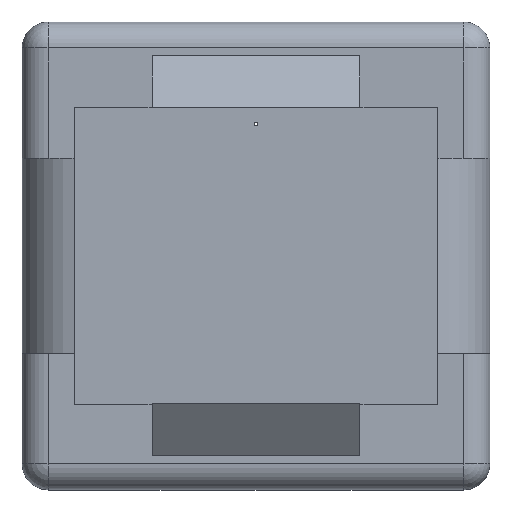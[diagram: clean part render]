
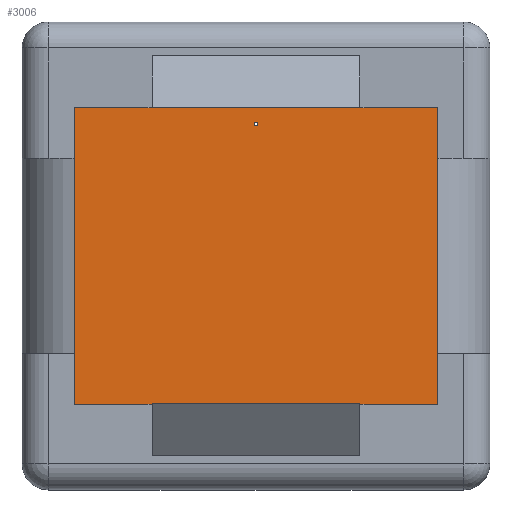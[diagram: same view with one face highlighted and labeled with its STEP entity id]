
A CAD part, top view. The second image highlights one B-rep face of the part: STEP entity #3006.
In plain terms, the highlighted planar face has unit normal (0, 0, 1).
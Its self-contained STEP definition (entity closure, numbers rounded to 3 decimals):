
#2867=CARTESIAN_POINT('',(-0.,23.,2.));
#2868=DIRECTION('',(-0.,-0.,1.));
#2869=DIRECTION('',(0.,1.,0.));
#2870=AXIS2_PLACEMENT_3D('',#2867,#2868,#2869);
#2871=PLANE('',#2870);
#2872=CARTESIAN_POINT('',(-0.,16.655,2.));
#2873=VERTEX_POINT('',#2872);
#2874=CARTESIAN_POINT('',(-0.,16.505,2.));
#2875=VERTEX_POINT('',#2874);
#2876=CARTESIAN_POINT('',(-0.,16.58,2.));
#2877=DIRECTION('',(-0.,-0.,1.));
#2878=DIRECTION('',(0.,-1.,-0.));
#2879=AXIS2_PLACEMENT_3D('',#2876,#2877,#2878);
#2880=CIRCLE('',#2879,0.075);
#2881=EDGE_CURVE('',#2873,#2875,#2880,.T.);
#2882=ORIENTED_EDGE('',*,*,#2881,.F.);
#2883=CARTESIAN_POINT('',(-0.,16.58,2.));
#2884=DIRECTION('',(-0.,-0.,1.));
#2885=DIRECTION('',(0.,-1.,-0.));
#2886=AXIS2_PLACEMENT_3D('',#2883,#2884,#2885);
#2887=CIRCLE('',#2886,0.075);
#2888=EDGE_CURVE('',#2875,#2873,#2887,.T.);
#2889=ORIENTED_EDGE('',*,*,#2888,.F.);
#2890=EDGE_LOOP('',(#2882,#2889));
#2891=FACE_BOUND('',#2890,.T.);
#2892=CARTESIAN_POINT('',(-0.,17.2,2.));
#2893=VERTEX_POINT('',#2892);
#2894=CARTESIAN_POINT('',(3.5,17.2,2.));
#2895=VERTEX_POINT('',#2894);
#2896=CARTESIAN_POINT('',(-0.,17.2,2.));
#2897=DIRECTION('',(1.,-0.,0.));
#2898=VECTOR('',#2897,3.5);
#2899=LINE('',#2896,#2898);
#2900=EDGE_CURVE('',#2893,#2895,#2899,.T.);
#2901=ORIENTED_EDGE('',*,*,#2900,.F.);
#2902=CARTESIAN_POINT('',(-3.5,17.2,2.));
#2903=VERTEX_POINT('',#2902);
#2904=CARTESIAN_POINT('',(-3.5,17.2,2.));
#2905=DIRECTION('',(1.,-0.,0.));
#2906=VECTOR('',#2905,3.5);
#2907=LINE('',#2904,#2906);
#2908=EDGE_CURVE('',#2903,#2893,#2907,.T.);
#2909=ORIENTED_EDGE('',*,*,#2908,.F.);
#2910=CARTESIAN_POINT('',(-4.625,17.2,2.));
#2911=VERTEX_POINT('',#2910);
#2912=CARTESIAN_POINT('',(-4.625,17.2,2.));
#2913=DIRECTION('',(1.,-0.,0.));
#2914=VECTOR('',#2913,1.125);
#2915=LINE('',#2912,#2914);
#2916=EDGE_CURVE('',#2911,#2903,#2915,.T.);
#2917=ORIENTED_EDGE('',*,*,#2916,.F.);
#2918=CARTESIAN_POINT('',(-7.,17.2,2.));
#2919=VERTEX_POINT('',#2918);
#2920=CARTESIAN_POINT('',(-7.,17.2,2.));
#2921=DIRECTION('',(1.,-0.,0.));
#2922=VECTOR('',#2921,2.375);
#2923=LINE('',#2920,#2922);
#2924=EDGE_CURVE('',#2919,#2911,#2923,.T.);
#2925=ORIENTED_EDGE('',*,*,#2924,.F.);
#2926=CARTESIAN_POINT('',(-7.,5.8,2.));
#2927=VERTEX_POINT('',#2926);
#2928=CARTESIAN_POINT('',(-7.,5.8,2.));
#2929=DIRECTION('',(0.,1.,0.));
#2930=VECTOR('',#2929,11.4);
#2931=LINE('',#2928,#2930);
#2932=EDGE_CURVE('',#2927,#2919,#2931,.T.);
#2933=ORIENTED_EDGE('',*,*,#2932,.F.);
#2934=CARTESIAN_POINT('',(-4.625,5.8,2.));
#2935=VERTEX_POINT('',#2934);
#2936=CARTESIAN_POINT('',(-4.625,5.8,2.));
#2937=DIRECTION('',(-1.,-0.,-0.));
#2938=VECTOR('',#2937,2.375);
#2939=LINE('',#2936,#2938);
#2940=EDGE_CURVE('',#2935,#2927,#2939,.T.);
#2941=ORIENTED_EDGE('',*,*,#2940,.F.);
#2942=CARTESIAN_POINT('',(-3.5,5.8,2.));
#2943=VERTEX_POINT('',#2942);
#2944=CARTESIAN_POINT('',(-3.5,5.8,2.));
#2945=DIRECTION('',(-1.,-0.,-0.));
#2946=VECTOR('',#2945,1.125);
#2947=LINE('',#2944,#2946);
#2948=EDGE_CURVE('',#2943,#2935,#2947,.T.);
#2949=ORIENTED_EDGE('',*,*,#2948,.F.);
#2950=CARTESIAN_POINT('',(-0.,5.8,2.));
#2951=VERTEX_POINT('',#2950);
#2952=CARTESIAN_POINT('',(-0.,5.8,2.));
#2953=DIRECTION('',(-1.,-0.,-0.));
#2954=VECTOR('',#2953,3.5);
#2955=LINE('',#2952,#2954);
#2956=EDGE_CURVE('',#2951,#2943,#2955,.T.);
#2957=ORIENTED_EDGE('',*,*,#2956,.F.);
#2958=CARTESIAN_POINT('',(3.5,5.8,2.));
#2959=VERTEX_POINT('',#2958);
#2960=CARTESIAN_POINT('',(3.5,5.8,2.));
#2961=DIRECTION('',(-1.,-0.,-0.));
#2962=VECTOR('',#2961,3.5);
#2963=LINE('',#2960,#2962);
#2964=EDGE_CURVE('',#2959,#2951,#2963,.T.);
#2965=ORIENTED_EDGE('',*,*,#2964,.F.);
#2966=CARTESIAN_POINT('',(4.625,5.8,2.));
#2967=VERTEX_POINT('',#2966);
#2968=CARTESIAN_POINT('',(4.625,5.8,2.));
#2969=DIRECTION('',(-1.,-0.,-0.));
#2970=VECTOR('',#2969,1.125);
#2971=LINE('',#2968,#2970);
#2972=EDGE_CURVE('',#2967,#2959,#2971,.T.);
#2973=ORIENTED_EDGE('',*,*,#2972,.F.);
#2974=CARTESIAN_POINT('',(7.,5.8,2.));
#2975=VERTEX_POINT('',#2974);
#2976=CARTESIAN_POINT('',(7.,5.8,2.));
#2977=DIRECTION('',(-1.,-0.,-0.));
#2978=VECTOR('',#2977,2.375);
#2979=LINE('',#2976,#2978);
#2980=EDGE_CURVE('',#2975,#2967,#2979,.T.);
#2981=ORIENTED_EDGE('',*,*,#2980,.F.);
#2982=CARTESIAN_POINT('',(7.,17.2,2.));
#2983=VERTEX_POINT('',#2982);
#2984=CARTESIAN_POINT('',(7.,17.2,2.));
#2985=DIRECTION('',(-0.,-1.,-0.));
#2986=VECTOR('',#2985,11.4);
#2987=LINE('',#2984,#2986);
#2988=EDGE_CURVE('',#2983,#2975,#2987,.T.);
#2989=ORIENTED_EDGE('',*,*,#2988,.F.);
#2990=CARTESIAN_POINT('',(4.625,17.2,2.));
#2991=VERTEX_POINT('',#2990);
#2992=CARTESIAN_POINT('',(4.625,17.2,2.));
#2993=DIRECTION('',(1.,-0.,0.));
#2994=VECTOR('',#2993,2.375);
#2995=LINE('',#2992,#2994);
#2996=EDGE_CURVE('',#2991,#2983,#2995,.T.);
#2997=ORIENTED_EDGE('',*,*,#2996,.F.);
#2998=CARTESIAN_POINT('',(3.5,17.2,2.));
#2999=DIRECTION('',(1.,-0.,0.));
#3000=VECTOR('',#2999,1.125);
#3001=LINE('',#2998,#3000);
#3002=EDGE_CURVE('',#2895,#2991,#3001,.T.);
#3003=ORIENTED_EDGE('',*,*,#3002,.F.);
#3004=EDGE_LOOP('',(#2901,#2909,#2917,#2925,#2933,#2941,#2949,#2957,#2965,#2973,#2981,#2989,#2997,#3003));
#3005=FACE_BOUND('',#3004,.T.);
#3006=ADVANCED_FACE('',(#2891,#3005),#2871,.T.);
